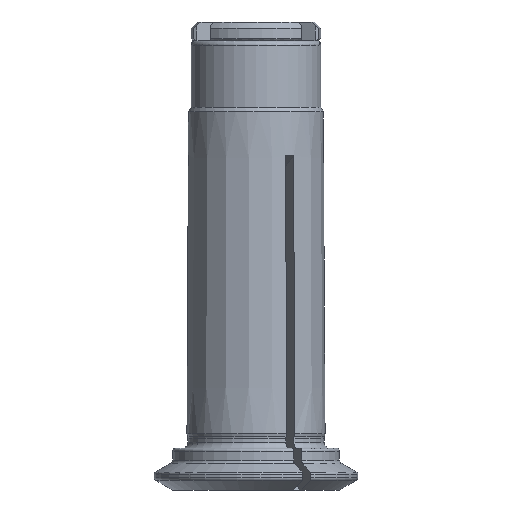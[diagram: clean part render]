
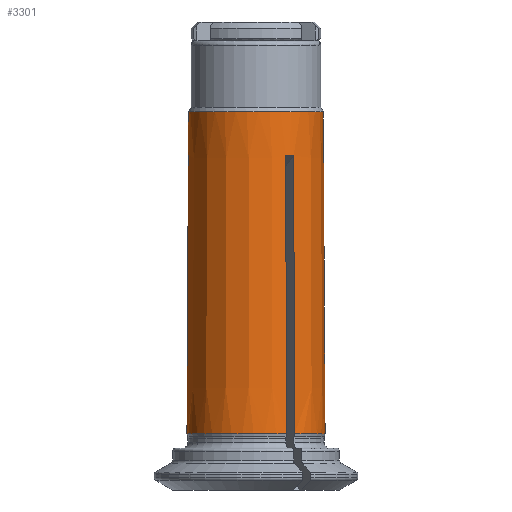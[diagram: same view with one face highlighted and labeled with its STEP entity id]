
A CAD part, front view. The second image highlights one B-rep face of the part: STEP entity #3301.
In plain terms, the highlighted conical face has half-angle 0.287 degrees and reference radius 7.461 mm.
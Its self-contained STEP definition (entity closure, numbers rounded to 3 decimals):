
#25=ELLIPSE('',#3529,8.956,7.337);
#27=ELLIPSE('',#3536,8.956,7.337);
#28=ELLIPSE('',#3541,8.956,7.337);
#89=CONICAL_SURFACE('',#3560,7.461,0.005);
#198=LINE('',#4982,#348);
#209=LINE('',#5036,#359);
#222=LINE('',#5098,#372);
#232=LINE('',#5147,#382);
#233=LINE('',#5148,#383);
#234=LINE('',#5149,#384);
#348=VECTOR('',#4099,1000.);
#359=VECTOR('',#4124,1000.);
#372=VECTOR('',#4151,1000.);
#382=VECTOR('',#4203,1000.);
#383=VECTOR('',#4204,1000.);
#384=VECTOR('',#4205,1000.);
#1016=ORIENTED_EDGE('',*,*,#1496,.F.);
#1017=ORIENTED_EDGE('',*,*,#1439,.T.);
#1018=ORIENTED_EDGE('',*,*,#1560,.T.);
#1019=ORIENTED_EDGE('',*,*,#1541,.T.);
#1020=ORIENTED_EDGE('',*,*,#1539,.F.);
#1021=ORIENTED_EDGE('',*,*,#1482,.T.);
#1022=ORIENTED_EDGE('',*,*,#1561,.T.);
#1023=ORIENTED_EDGE('',*,*,#1524,.T.);
#1024=ORIENTED_EDGE('',*,*,#1516,.F.);
#1025=ORIENTED_EDGE('',*,*,#1465,.T.);
#1026=ORIENTED_EDGE('',*,*,#1562,.T.);
#1027=ORIENTED_EDGE('',*,*,#1505,.T.);
#1028=ORIENTED_EDGE('',*,*,#1556,.F.);
#1439=EDGE_CURVE('',#1760,#1761,#1960,.T.);
#1465=EDGE_CURVE('',#1782,#1780,#1973,.T.);
#1482=EDGE_CURVE('',#1794,#1792,#1980,.T.);
#1496=EDGE_CURVE('',#1760,#1806,#198,.T.);
#1505=EDGE_CURVE('',#1812,#1806,#25,.T.);
#1516=EDGE_CURVE('',#1782,#1822,#209,.T.);
#1524=EDGE_CURVE('',#1827,#1822,#27,.T.);
#1539=EDGE_CURVE('',#1794,#1839,#222,.T.);
#1541=EDGE_CURVE('',#1840,#1839,#28,.T.);
#1556=EDGE_CURVE('',#1849,#1849,#1995,.T.);
#1560=EDGE_CURVE('',#1761,#1840,#232,.T.);
#1561=EDGE_CURVE('',#1792,#1827,#233,.T.);
#1562=EDGE_CURVE('',#1780,#1812,#234,.T.);
#1760=VERTEX_POINT('',#4808);
#1761=VERTEX_POINT('',#4809);
#1780=VERTEX_POINT('',#4883);
#1782=VERTEX_POINT('',#4886);
#1792=VERTEX_POINT('',#4940);
#1794=VERTEX_POINT('',#4943);
#1806=VERTEX_POINT('',#4983);
#1812=VERTEX_POINT('',#5003);
#1822=VERTEX_POINT('',#5037);
#1827=VERTEX_POINT('',#5052);
#1839=VERTEX_POINT('',#5099);
#1840=VERTEX_POINT('',#5103);
#1849=VERTEX_POINT('',#5141);
#1960=CIRCLE('',#3487,7.461);
#1973=CIRCLE('',#3507,7.461);
#1980=CIRCLE('',#3519,7.461);
#1995=CIRCLE('',#3556,7.287);
#2132=EDGE_LOOP('',(#1016,#1017,#1018,#1019,#1020,#1021,#1022,#1023,#1024,
#1025,#1026,#1027));
#2133=EDGE_LOOP('',(#1028));
#2275=FACE_BOUND('',#2132,.T.);
#2276=FACE_BOUND('',#2133,.T.);
#3301=ADVANCED_FACE('',(#2275,#2276),#89,.T.);
#3487=AXIS2_PLACEMENT_3D('',#4807,#4005,#4006);
#3507=AXIS2_PLACEMENT_3D('',#4885,#4052,#4053);
#3519=AXIS2_PLACEMENT_3D('',#4942,#4080,#4081);
#3529=AXIS2_PLACEMENT_3D('',#5002,#4112,#4113);
#3536=AXIS2_PLACEMENT_3D('',#5051,#4137,#4138);
#3541=AXIS2_PLACEMENT_3D('',#5102,#4155,#4156);
#3556=AXIS2_PLACEMENT_3D('',#5140,#4192,#4193);
#3560=AXIS2_PLACEMENT_3D('',#5146,#4201,#4202);
#4005=DIRECTION('',(0.,0.,1.));
#4006=DIRECTION('',(1.,0.,0.));
#4052=DIRECTION('',(0.,0.,1.));
#4053=DIRECTION('',(1.,0.,0.));
#4080=DIRECTION('',(0.,0.,1.));
#4081=DIRECTION('',(1.,0.,0.));
#4099=DIRECTION('',(0.005,0.,1.));
#4112=DIRECTION('',(0.574,0.,0.819));
#4113=DIRECTION('',(0.819,0.,-0.574));
#4124=DIRECTION('',(-0.003,-0.004,1.));
#4137=DIRECTION('',(-0.287,-0.497,0.819));
#4138=DIRECTION('',(-0.41,-0.709,-0.574));
#4151=DIRECTION('',(-0.003,0.004,1.));
#4155=DIRECTION('',(-0.287,0.497,0.819));
#4156=DIRECTION('',(-0.41,0.709,-0.574));
#4192=DIRECTION('',(0.,0.,1.));
#4193=DIRECTION('',(1.,0.,0.));
#4201=DIRECTION('',(0.,0.,-1.));
#4202=DIRECTION('',(-1.,0.,0.));
#4203=DIRECTION('',(-0.003,0.004,1.));
#4204=DIRECTION('',(-0.003,-0.004,1.));
#4205=DIRECTION('',(0.005,0.,1.));
#4807=CARTESIAN_POINT('',(0.,0.,6.075));
#4808=CARTESIAN_POINT('',(-7.444,-0.5,6.075));
#4809=CARTESIAN_POINT('',(3.289,-6.697,6.075));
#4883=CARTESIAN_POINT('',(-7.444,0.5,6.075));
#4885=CARTESIAN_POINT('',(0.,0.,6.075));
#4886=CARTESIAN_POINT('',(3.289,6.697,6.075));
#4940=CARTESIAN_POINT('',(4.155,6.197,6.075));
#4942=CARTESIAN_POINT('',(0.,0.,6.075));
#4943=CARTESIAN_POINT('',(4.155,-6.197,6.075));
#4982=CARTESIAN_POINT('',(-7.369,-0.5,21.091));
#4983=CARTESIAN_POINT('',(-7.294,-0.5,36.107));
#5002=CARTESIAN_POINT('',(0.026,0.,30.982));
#5003=CARTESIAN_POINT('',(-7.294,0.5,36.107));
#5036=CARTESIAN_POINT('',(3.252,6.632,21.091));
#5037=CARTESIAN_POINT('',(3.214,6.567,36.107));
#5051=CARTESIAN_POINT('',(-0.013,-0.022,30.982));
#5052=CARTESIAN_POINT('',(4.08,6.067,36.107));
#5098=CARTESIAN_POINT('',(4.118,-6.132,21.091));
#5099=CARTESIAN_POINT('',(4.08,-6.067,36.107));
#5102=CARTESIAN_POINT('',(-0.013,0.022,30.982));
#5103=CARTESIAN_POINT('',(3.214,-6.567,36.107));
#5140=CARTESIAN_POINT('',(0.,0.,40.803));
#5141=CARTESIAN_POINT('',(7.287,0.,40.803));
#5146=CARTESIAN_POINT('',(0.,0.,6.075));
#5147=CARTESIAN_POINT('',(3.252,-6.632,21.091));
#5148=CARTESIAN_POINT('',(4.118,6.132,21.091));
#5149=CARTESIAN_POINT('',(-7.369,0.5,21.091));
